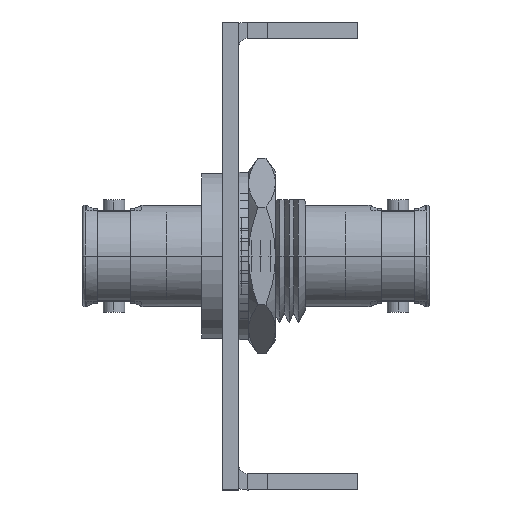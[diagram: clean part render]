
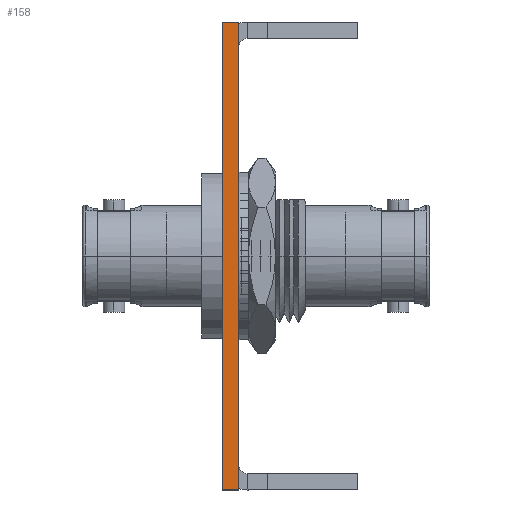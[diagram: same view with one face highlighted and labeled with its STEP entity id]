
A CAD part, left-side view. The second image highlights one B-rep face of the part: STEP entity #158.
In plain terms, the highlighted planar face has unit normal (-1, 0, 0).
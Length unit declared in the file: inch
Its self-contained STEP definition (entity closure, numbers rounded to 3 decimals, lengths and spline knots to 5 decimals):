
#158 = ADVANCED_FACE ( 'NONE', ( #5857 ), #3829, .T. ) ;
#599 = DIRECTION ( 'NONE',  ( 0., 1., 0. ) ) ;
#3020 = EDGE_CURVE ( 'NONE', #4184, #17624, #6100, .T. ) ;
#3412 = DIRECTION ( 'NONE',  ( 0., 0., 1. ) ) ;
#3519 = DIRECTION ( 'NONE',  ( -1., 0., 0. ) ) ;
#3829 = PLANE ( 'NONE',  #26024 ) ;
#4037 = CARTESIAN_POINT ( 'NONE',  ( -9.5, -38.1572, 0.865 ) ) ;
#4184 = VERTEX_POINT ( 'NONE', #22798 ) ;
#4570 = DIRECTION ( 'NONE',  ( 0., 0., 1. ) ) ;
#4911 = EDGE_CURVE ( 'NONE', #9677, #17624, #23864, .T. ) ;
#5041 = VERTEX_POINT ( 'NONE', #14947 ) ;
#5686 = ORIENTED_EDGE ( 'NONE', *, *, #20417, .F. ) ;
#5820 = CARTESIAN_POINT ( 'NONE',  ( -9.5, 0.06, 0.865 ) ) ;
#5857 = FACE_OUTER_BOUND ( 'NONE', #25638, .T. ) ;
#6021 = VECTOR ( 'NONE', #599, 39.37008 ) ;
#6100 = LINE ( 'NONE', #5820, #11794 ) ;
#6160 = DIRECTION ( 'NONE',  ( 0., 0., 1. ) ) ;
#8353 = ORIENTED_EDGE ( 'NONE', *, *, #3020, .F. ) ;
#8418 = LINE ( 'NONE', #20864, #19935 ) ;
#8836 = DIRECTION ( 'NONE',  ( 0., 1., 0. ) ) ;
#9239 = CARTESIAN_POINT ( 'NONE',  ( -9.5, -38.1572, 0.865 ) ) ;
#9677 = VERTEX_POINT ( 'NONE', #31408 ) ;
#10268 = ORIENTED_EDGE ( 'NONE', *, *, #4911, .T. ) ;
#11794 = VECTOR ( 'NONE', #4570, 39.37008 ) ;
#14947 = CARTESIAN_POINT ( 'NONE',  ( -9.5, 0., -0.865 ) ) ;
#15276 = CARTESIAN_POINT ( 'NONE',  ( -9.5, -38.1572, -0.865 ) ) ;
#17293 = VECTOR ( 'NONE', #8836, 39.37008 ) ;
#17624 = VERTEX_POINT ( 'NONE', #31265 ) ;
#18483 = EDGE_CURVE ( 'NONE', #5041, #9677, #8418, .T. ) ;
#19935 = VECTOR ( 'NONE', #6160, 39.37008 ) ;
#20417 = EDGE_CURVE ( 'NONE', #5041, #4184, #24068, .T. ) ;
#20864 = CARTESIAN_POINT ( 'NONE',  ( -9.5, 0., 0.865 ) ) ;
#22798 = CARTESIAN_POINT ( 'NONE',  ( -9.5, 0.06, -0.865 ) ) ;
#23864 = LINE ( 'NONE', #9239, #17293 ) ;
#24068 = LINE ( 'NONE', #15276, #6021 ) ;
#25638 = EDGE_LOOP ( 'NONE', ( #8353, #5686, #26074, #10268 ) ) ;
#26024 = AXIS2_PLACEMENT_3D ( 'NONE', #4037, #3519, #3412 ) ;
#26074 = ORIENTED_EDGE ( 'NONE', *, *, #18483, .T. ) ;
#31265 = CARTESIAN_POINT ( 'NONE',  ( -9.5, 0.06, 0.865 ) ) ;
#31408 = CARTESIAN_POINT ( 'NONE',  ( -9.5, 0., 0.865 ) ) ;
